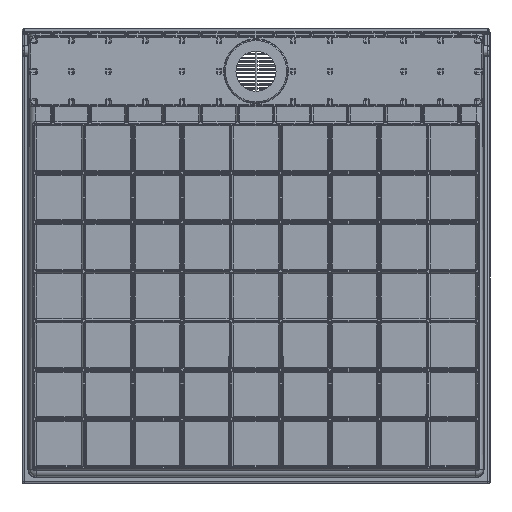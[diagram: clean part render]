
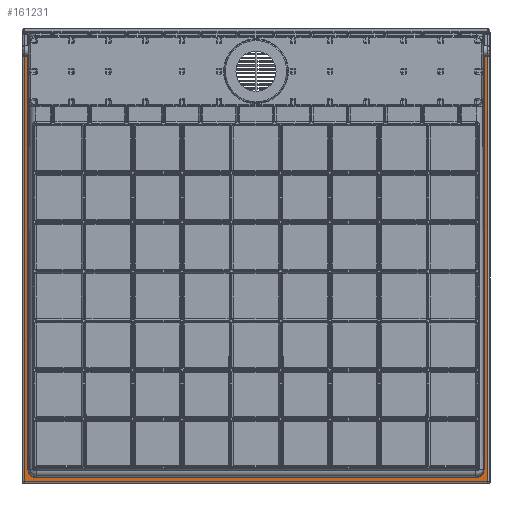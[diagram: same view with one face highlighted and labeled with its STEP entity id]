
A CAD part, front view. The second image highlights one B-rep face of the part: STEP entity #161231.
In plain terms, the highlighted planar face has unit normal (0, -1, 0).
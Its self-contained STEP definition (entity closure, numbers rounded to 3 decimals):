
#305 = DIRECTION ( 'NONE',  ( -1., 0., 0. ) ) ;
#632 = CARTESIAN_POINT ( 'NONE',  ( 18.832, 2.15, -18.332 ) ) ;
#1294 = VERTEX_POINT ( 'NONE', #58039 ) ;
#2235 = DIRECTION ( 'NONE',  ( 0., 0., -1. ) ) ;
#7491 = CARTESIAN_POINT ( 'NONE',  ( 18.749, 2.15, 16.22 ) ) ;
#7789 = CARTESIAN_POINT ( 'NONE',  ( -18.707, 2.15, 16.217 ) ) ;
#8330 = CARTESIAN_POINT ( 'NONE',  ( -18.516, 2.15, 16.206 ) ) ;
#8420 = LINE ( 'NONE', #93240, #111844 ) ;
#9640 = CARTESIAN_POINT ( 'NONE',  ( 18.516, 2.15, -17.354 ) ) ;
#10619 = VERTEX_POINT ( 'NONE', #129849 ) ;
#13649 = PLANE ( 'NONE',  #126679 ) ;
#13691 = B_SPLINE_CURVE_WITH_KNOTS ( 'NONE', 3,
 ( #92263, #19692, #55624, #69410, #7491, #29516, #70204 ),
 .UNSPECIFIED., .F., .F.,
 ( 4, 3, 4 ),
 ( 0.002, 0.006, 0.01 ),
 .UNSPECIFIED. ) ;
#14826 = ORIENTED_EDGE ( 'NONE', *, *, #74783, .T. ) ;
#19692 = CARTESIAN_POINT ( 'NONE',  ( 18.579, 2.15, 16.21 ) ) ;
#29356 = VERTEX_POINT ( 'NONE', #89706 ) ;
#29516 = CARTESIAN_POINT ( 'NONE',  ( 18.79, 2.15, 16.222 ) ) ;
#30633 = CARTESIAN_POINT ( 'NONE',  ( -18.643, 2.15, 16.213 ) ) ;
#31420 = CARTESIAN_POINT ( 'NONE',  ( -18.516, 2.15, -17.354 ) ) ;
#32126 = VERTEX_POINT ( 'NONE', #632 ) ;
#44329 = DIRECTION ( 'NONE',  ( 0., 0., -1. ) ) ;
#49103 = DIRECTION ( 'NONE',  ( 1., 0., 0. ) ) ;
#49307 = VERTEX_POINT ( 'NONE', #154143 ) ;
#50677 = CARTESIAN_POINT ( 'NONE',  ( -18.516, 2.15, 16.202 ) ) ;
#52689 = VERTEX_POINT ( 'NONE', #75299 ) ;
#53067 = DIRECTION ( 'NONE',  ( 0., 0., 1. ) ) ;
#55624 = CARTESIAN_POINT ( 'NONE',  ( 18.643, 2.15, 16.213 ) ) ;
#58039 = CARTESIAN_POINT ( 'NONE',  ( 18.516, 2.15, 16.206 ) ) ;
#59731 = LINE ( 'NONE', #137039, #63689 ) ;
#63689 = VECTOR ( 'NONE', #49103, 39.37 ) ;
#64209 = DIRECTION ( 'NONE',  ( 0., 1., 0. ) ) ;
#68576 = CARTESIAN_POINT ( 'NONE',  ( -17.854, 2.15, -18.016 ) ) ;
#69410 = CARTESIAN_POINT ( 'NONE',  ( 18.707, 2.15, 16.217 ) ) ;
#70204 = CARTESIAN_POINT ( 'NONE',  ( 18.832, 2.15, 16.225 ) ) ;
#70581 = ORIENTED_EDGE ( 'NONE', *, *, #124571, .T. ) ;
#71565 = CARTESIAN_POINT ( 'NONE',  ( 18.516, 2.15, -17.742 ) ) ;
#72231 = VECTOR ( 'NONE', #305, 39.37 ) ;
#72900 = LINE ( 'NONE', #122645, #98744 ) ;
#73273 = ORIENTED_EDGE ( 'NONE', *, *, #141154, .T. ) ;
#74783 = EDGE_CURVE ( 'NONE', #49307, #144567, #8420, .T. ) ;
#75299 = CARTESIAN_POINT ( 'NONE',  ( 17.854, 2.15, -18.016 ) ) ;
#75946 = VECTOR ( 'NONE', #77851, 39.37 ) ;
#76392 = B_SPLINE_CURVE_WITH_KNOTS ( 'NONE', 3,
 ( #118660, #94153, #30633, #7789, #81951, #119453, #130823 ),
 .UNSPECIFIED., .F., .F.,
 ( 4, 3, 4 ),
 ( 0.002, 0.006, 0.01 ),
 .UNSPECIFIED. ) ;
#77851 = DIRECTION ( 'NONE',  ( 0., 0., 1. ) ) ;
#79901 = ORIENTED_EDGE ( 'NONE', *, *, #151228, .F. ) ;
#81458 = ORIENTED_EDGE ( 'NONE', *, *, #142217, .T. ) ;
#81951 = CARTESIAN_POINT ( 'NONE',  ( -18.749, 2.15, 16.22 ) ) ;
#84335 = CARTESIAN_POINT ( 'NONE',  ( -18.242, 2.15, -18.016 ) ) ;
#86522 = EDGE_LOOP ( 'NONE', ( #81458, #121407, #79901, #97423, #118276, #70581, #99684, #73273, #98888, #14826 ) ) ;
#89706 = CARTESIAN_POINT ( 'NONE',  ( 18.516, 2.15, -17.354 ) ) ;
#90077 = CARTESIAN_POINT ( 'NONE',  ( 18.516, 2.15, 16.202 ) ) ;
#92263 = CARTESIAN_POINT ( 'NONE',  ( 18.516, 2.15, 16.206 ) ) ;
#93240 = CARTESIAN_POINT ( 'NONE',  ( -18.832, 2.15, -18.328 ) ) ;
#94153 = CARTESIAN_POINT ( 'NONE',  ( -18.579, 2.15, 16.21 ) ) ;
#97299 = VERTEX_POINT ( 'NONE', #31420 ) ;
#97423 = ORIENTED_EDGE ( 'NONE', *, *, #131793, .F. ) ;
#98744 = VECTOR ( 'NONE', #121852, 39.37 ) ;
#98888 = ORIENTED_EDGE ( 'NONE', *, *, #159124, .T. ) ;
#99684 = ORIENTED_EDGE ( 'NONE', *, *, #118258, .T. ) ;
#107161 = CARTESIAN_POINT ( 'NONE',  ( -17.854, 2.15, -18.016 ) ) ;
#108131 = VERTEX_POINT ( 'NONE', #68576 ) ;
#109588 = CARTESIAN_POINT ( 'NONE',  ( -18.516, 2.15, -17.742 ) ) ;
#111844 = VECTOR ( 'NONE', #44329, 39.37 ) ;
#115739 =( BOUNDED_CURVE ( )  B_SPLINE_CURVE ( 3, ( #121317, #144056, #71565, #9640 ),
 .UNSPECIFIED., .F., .F. ) 
 B_SPLINE_CURVE_WITH_KNOTS ( ( 4, 4 ),
 ( 2.358, 3.926 ),
 .UNSPECIFIED. ) 
 CURVE ( )  GEOMETRIC_REPRESENTATION_ITEM ( )  RATIONAL_B_SPLINE_CURVE ( ( 1., 0.805, 0.805, 1. ) ) 
 REPRESENTATION_ITEM ( '' )  );
#117489 = VERTEX_POINT ( 'NONE', #8330 ) ;
#118258 = EDGE_CURVE ( 'NONE', #108131, #97299, #124377, .T. ) ;
#118276 = ORIENTED_EDGE ( 'NONE', *, *, #139147, .F. ) ;
#118470 = VECTOR ( 'NONE', #53067, 39.37 ) ;
#118660 = CARTESIAN_POINT ( 'NONE',  ( -18.516, 2.15, 16.206 ) ) ;
#119453 = CARTESIAN_POINT ( 'NONE',  ( -18.79, 2.15, 16.222 ) ) ;
#121317 = CARTESIAN_POINT ( 'NONE',  ( 17.854, 2.15, -18.016 ) ) ;
#121407 = ORIENTED_EDGE ( 'NONE', *, *, #122295, .F. ) ;
#121852 = DIRECTION ( 'NONE',  ( 0., 0., -1. ) ) ;
#122295 = EDGE_CURVE ( 'NONE', #10619, #32126, #72900, .T. ) ;
#122645 = CARTESIAN_POINT ( 'NONE',  ( 18.832, 2.15, -18.328 ) ) ;
#124377 =( BOUNDED_CURVE ( )  B_SPLINE_CURVE ( 3, ( #107161, #84335, #109588, #132401 ),
 .UNSPECIFIED., .F., .F. ) 
 B_SPLINE_CURVE_WITH_KNOTS ( ( 4, 4 ),
 ( 2.358, 3.926 ),
 .UNSPECIFIED. ) 
 CURVE ( )  GEOMETRIC_REPRESENTATION_ITEM ( )  RATIONAL_B_SPLINE_CURVE ( ( 1., 0.805, 0.805, 1. ) ) 
 REPRESENTATION_ITEM ( '' )  );
#124571 = EDGE_CURVE ( 'NONE', #52689, #108131, #149387, .T. ) ;
#125303 = FACE_OUTER_BOUND ( 'NONE', #86522, .T. ) ;
#126679 = AXIS2_PLACEMENT_3D ( 'NONE', #128480, #64209, #2235 ) ;
#126767 = LINE ( 'NONE', #90077, #75946 ) ;
#128480 = CARTESIAN_POINT ( 'NONE',  ( -24.004, 2.15, -18.255 ) ) ;
#129849 = CARTESIAN_POINT ( 'NONE',  ( 18.832, 2.15, 16.225 ) ) ;
#130823 = CARTESIAN_POINT ( 'NONE',  ( -18.832, 2.15, 16.225 ) ) ;
#131793 = EDGE_CURVE ( 'NONE', #29356, #1294, #126767, .T. ) ;
#132401 = CARTESIAN_POINT ( 'NONE',  ( -18.516, 2.15, -17.354 ) ) ;
#137039 = CARTESIAN_POINT ( 'NONE',  ( 0., 2.15, -18.332 ) ) ;
#139147 = EDGE_CURVE ( 'NONE', #52689, #29356, #115739, .T. ) ;
#141154 = EDGE_CURVE ( 'NONE', #97299, #117489, #150039, .T. ) ;
#142217 = EDGE_CURVE ( 'NONE', #144567, #32126, #59731, .T. ) ;
#144056 = CARTESIAN_POINT ( 'NONE',  ( 18.242, 2.15, -18.016 ) ) ;
#144567 = VERTEX_POINT ( 'NONE', #156817 ) ;
#146952 = CARTESIAN_POINT ( 'NONE',  ( -17.857, 2.15, -18.016 ) ) ;
#149387 = LINE ( 'NONE', #146952, #72231 ) ;
#150039 = LINE ( 'NONE', #50677, #118470 ) ;
#151228 = EDGE_CURVE ( 'NONE', #1294, #10619, #13691, .T. ) ;
#154143 = CARTESIAN_POINT ( 'NONE',  ( -18.832, 2.15, 16.225 ) ) ;
#156817 = CARTESIAN_POINT ( 'NONE',  ( -18.832, 2.15, -18.332 ) ) ;
#159124 = EDGE_CURVE ( 'NONE', #117489, #49307, #76392, .T. ) ;
#161231 = ADVANCED_FACE ( 'NONE', ( #125303 ), #13649, .F. ) ;
